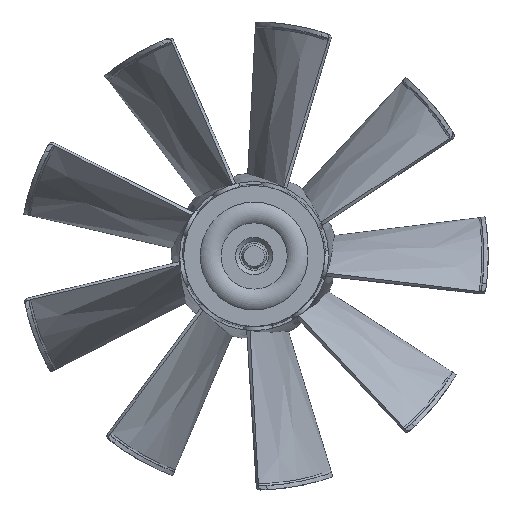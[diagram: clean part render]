
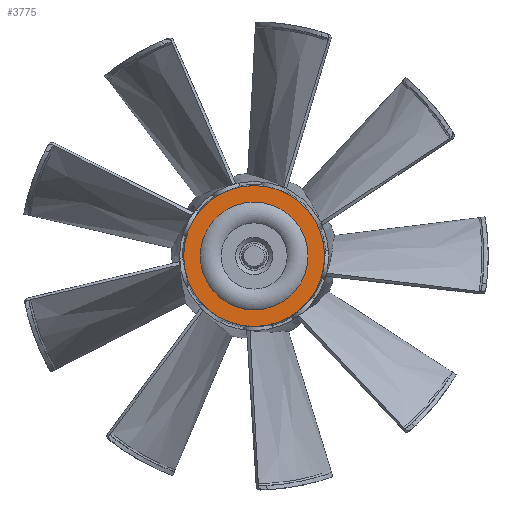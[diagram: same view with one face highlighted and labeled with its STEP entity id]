
A CAD part, top view. The second image highlights one B-rep face of the part: STEP entity #3775.
In plain terms, the highlighted planar face has unit normal (0, 0, -1).
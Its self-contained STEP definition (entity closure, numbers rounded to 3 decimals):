
#168=PLANE('',#4091);
#216=FACE_BOUND('',#868,.T.);
#631=FACE_OUTER_BOUND('',#867,.T.);
#867=EDGE_LOOP('',(#2640));
#868=EDGE_LOOP('',(#2641));
#1346=CIRCLE('',#4026,13.);
#1401=CIRCLE('',#4084,17.);
#1467=VERTEX_POINT('',#4753);
#1571=VERTEX_POINT('',#5434);
#1883=EDGE_CURVE('',#1467,#1467,#1346,.T.);
#1990=EDGE_CURVE('',#1571,#1571,#1401,.T.);
#2640=ORIENTED_EDGE('',*,*,#1990,.F.);
#2641=ORIENTED_EDGE('',*,*,#1883,.T.);
#3775=ADVANCED_FACE('',(#631,#216),#168,.F.);
#4026=AXIS2_PLACEMENT_3D('',#4754,#4240,#4241);
#4084=AXIS2_PLACEMENT_3D('',#5436,#4360,#4361);
#4091=AXIS2_PLACEMENT_3D('',#5464,#4374,#4375);
#4240=DIRECTION('center_axis',(0.,0.,1.));
#4241=DIRECTION('ref_axis',(1.,0.,0.));
#4360=DIRECTION('center_axis',(0.,0.,1.));
#4361=DIRECTION('ref_axis',(1.,0.,0.));
#4374=DIRECTION('center_axis',(0.,0.,1.));
#4375=DIRECTION('ref_axis',(1.,0.,0.));
#4753=CARTESIAN_POINT('',(-13.,0.,-4.));
#4754=CARTESIAN_POINT('Origin',(0.,0.,-4.));
#5434=CARTESIAN_POINT('',(-17.,0.,-4.));
#5436=CARTESIAN_POINT('Origin',(0.,0.,-4.));
#5464=CARTESIAN_POINT('Origin',(0.,17.,-4.));
